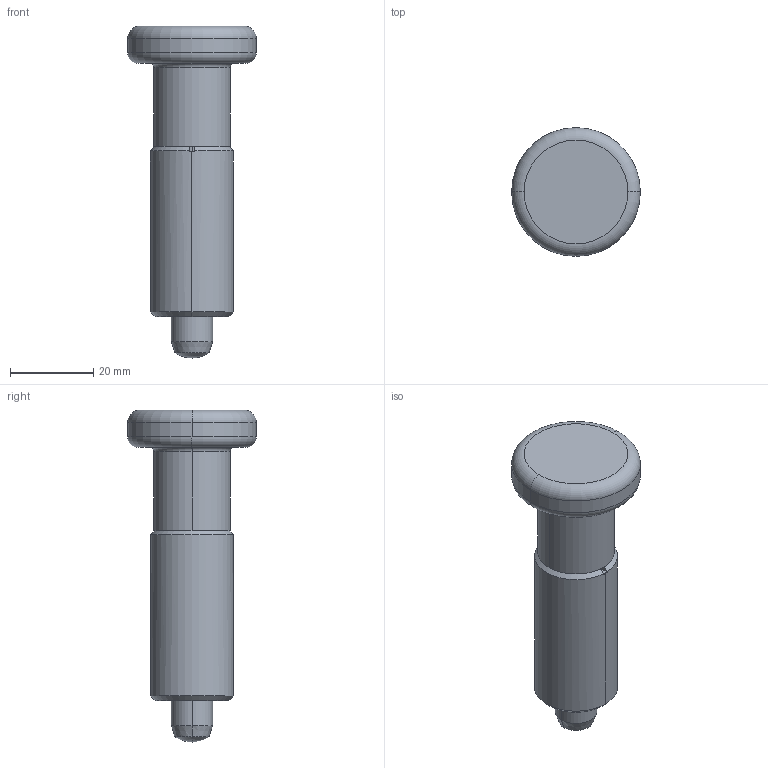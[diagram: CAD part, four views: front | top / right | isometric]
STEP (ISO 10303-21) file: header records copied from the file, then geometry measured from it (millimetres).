
FILE_DESCRIPTION(('STEP AP214'),'1');
FILE_NAME(' ',' ',('TraceParts'),('TraceParts S.A.'),'XStep 1.0',' ',' ');
FILE_SCHEMA(('automotive_design'));
Length unit declared in the file: millimetre
Products named in the file (2): 1; 2
Bounding box: 31 x 31 x 80 mm (x, y, z)
Volume: 27556.8 mm3; surface area: 8341.5 mm2
Topology: 2 solids, 2 shells, 40 faces, 90 edges, 55 vertices
Faces by surface type: cylinder 14, plane 12, torus 6, cone 6, sphere 2
Entity records: 2194 total; most frequent: DIRECTION 220, CARTESIAN_POINT 193, STYLED_ITEM 185, PRESENTATION_STYLE_ASSIGNMENT 185, COLOUR_RGB 185, ORIENTED_EDGE 176, AXIS2_PLACEMENT_3D 94, EDGE_CURVE 88
